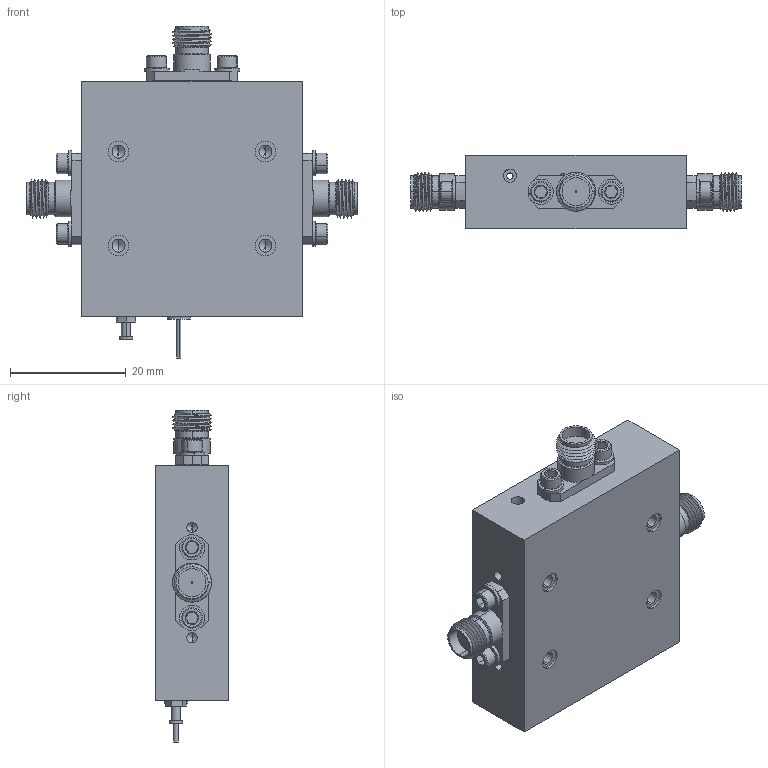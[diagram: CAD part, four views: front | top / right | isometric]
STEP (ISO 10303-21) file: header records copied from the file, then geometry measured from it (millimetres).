
FILE_DESCRIPTION (( 'STEP AP203' ), '1' );
FILE_NAME ('SR-SC-1.STEP', '2025-04-08T18:43:22', ( '' ), ( '' ), 'SwSTEP 2.0', 'SolidWorks 2021', '' );
FILE_SCHEMA (( 'CONFIG_CONTROL_DESIGN' ));
Products named in the file (1): SR-SC-1
Bounding box: 57.15 x 12.71 x 57.4 mm (x, y, z)
Volume: 20237.5 mm3; surface area: 12793.9 mm2
Topology: 24 solids, 24 shells, 1607 faces, 4243 edges, 2732 vertices
Faces by surface type: cylinder 583, plane 562, bspline 262, cone 194, torus 6
Entity records: 70382 total; most frequent: CARTESIAN_POINT 34802, ORIENTED_EDGE 8382, DIRECTION 6016, EDGE_CURVE 4191, VERTEX_POINT 2732, VECTOR 2126, LINE 2126, AXIS2_PLACEMENT_3D 1945
